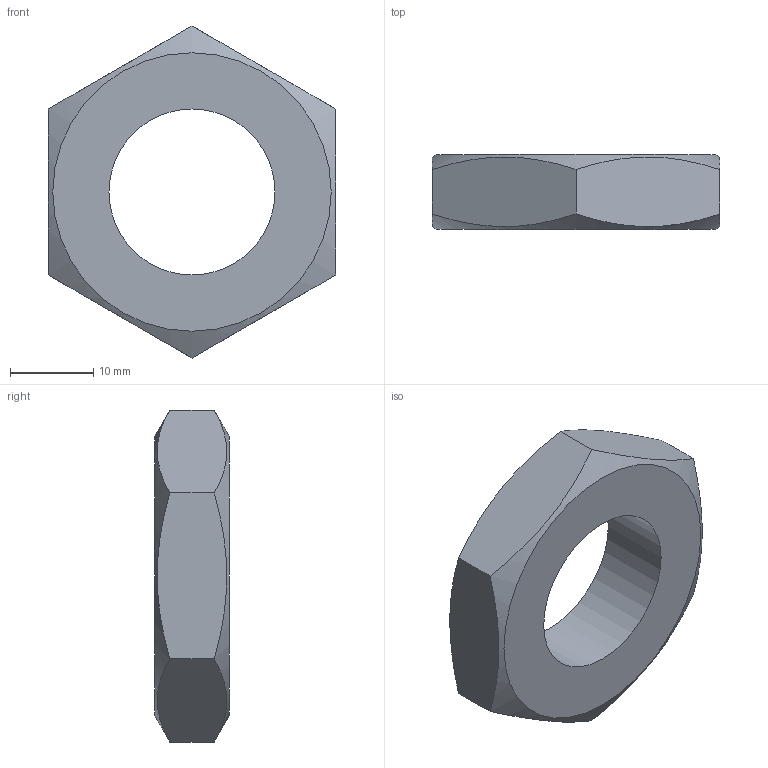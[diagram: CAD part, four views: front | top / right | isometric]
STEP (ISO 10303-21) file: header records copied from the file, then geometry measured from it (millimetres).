
FILE_DESCRIPTION(/* description */ (''),/* implementation_level */ '2;1');
FILE_NAME(/* name */ 'rams3 v1.step',/* time_stamp */ '2022-07-14T23:07:16+05:30',/* author */ (''),/* organization */ (''),/* preprocessor_version */ 'ST-DEVELOPER v19',/* originating_system */ 'Autodesk Translation Framework v11.7.0.108',/* authorisation */ '');
FILE_SCHEMA (('AUTOMOTIVE_DESIGN { 1 0 10303 214 3 1 1 }'));
Length unit declared in the file: millimetre
Products named in the file (1): rams3
Bounding box: 34.64 x 9 x 40 mm (x, y, z)
Volume: 6360 mm3; surface area: 2943.5 mm2
Topology: 1 solids, 1 shells, 11 faces, 25 edges, 16 vertices
Faces by surface type: plane 8, cone 2, cylinder 1
Full cylindrical faces by diameter (mm): 20 x1
Entity records: 332 total; most frequent: CARTESIAN_POINT 77, ORIENTED_EDGE 50, DIRECTION 41, EDGE_CURVE 25, VERTEX_POINT 16, AXIS2_PLACEMENT_3D 16, EDGE_LOOP 13, FACE_OUTER_BOUND 11
